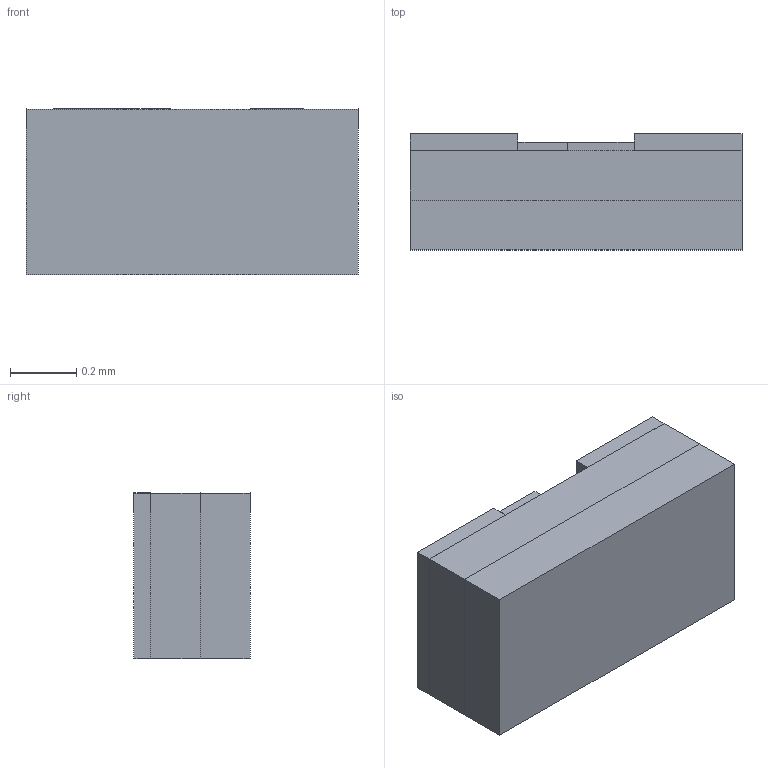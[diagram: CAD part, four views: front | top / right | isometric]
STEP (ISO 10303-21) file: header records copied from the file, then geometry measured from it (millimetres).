
FILE_DESCRIPTION (( 'STEP AP214' ), '1' );
FILE_NAME ('VLMB1500-GS08.STEP', '2023-10-14T07:37:30', ( '' ), ( '' ), 'SwSTEP 2.0', 'SolidWorks 2021', '' );
FILE_SCHEMA (( 'AUTOMOTIVE_DESIGN' ));
Length unit declared in the file: millimetre
Products named in the file (1): VLMB1500-GS08
Bounding box: 1 x 0.35 x 0.5 mm (x, y, z)
Volume: 0.2 mm3; surface area: 4 mm2
Topology: 5 solids, 5 shells, 34 faces, 72 edges, 48 vertices
Faces by surface type: plane 34
Entity records: 1340 total; most frequent: CARTESIAN_POINT 155, ORIENTED_EDGE 144, DIRECTION 142, VECTOR 72, EDGE_CURVE 72, LINE 72, VERTEX_POINT 48, UNCERTAINTY_MEASURE_WITH_UNIT 41
